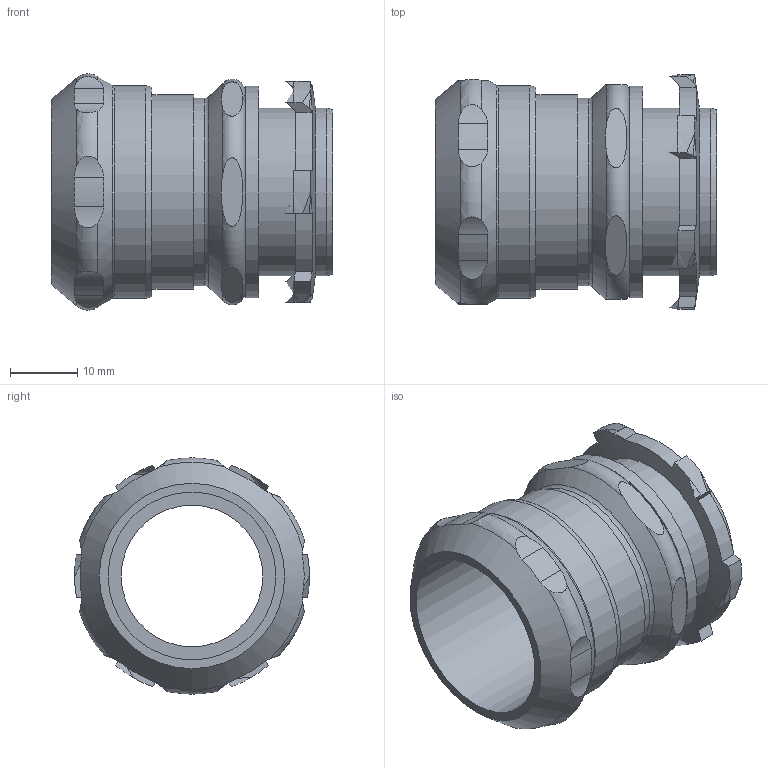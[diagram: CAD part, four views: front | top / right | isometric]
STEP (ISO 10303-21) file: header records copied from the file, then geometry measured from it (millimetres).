
FILE_DESCRIPTION(/* description */ (''),/* implementation_level */ '2;1');
FILE_NAME(/* name */ '',/* time_stamp */ '2025-06-23T11:03:02+07:00',/* author */ ('zeta-72'),/* organization */ (''),/* preprocessor_version */ 'ST-DEVELOPER v19.2',/* originating_system */ 'Autodesk Inventor 2024',/* authorisation */ '');
FILE_SCHEMA (('AUTOMOTIVE_DESIGN { 1 0 10303 214 3 1 1 }'));
Length unit declared in the file: millimetre
Products named in the file (1): ЗЭТА.046.020.000_Муфта вводная 
IP66_Упростить_1
Bounding box: 41.95 x 35 x 35.19 mm (x, y, z)
Volume: 11355.2 mm3; surface area: 9370.4 mm2
Topology: 1 solids, 1 shells, 108 faces, 326 edges, 203 vertices
Faces by surface type: cylinder 39, plane 25, bspline 24, cone 10, torus 10
Full cylindrical faces by diameter (mm): 21.1 x1, 25 x3, 25.1 x1, 27.9 x1, 29 x1, 31.5 x1, 31.7 x1
Entity records: 4860 total; most frequent: CARTESIAN_POINT 2116, ORIENTED_EDGE 604, DIRECTION 463, EDGE_CURVE 302, VERTEX_POINT 203, AXIS2_PLACEMENT_3D 202, EDGE_LOOP 117, CIRCLE 117
